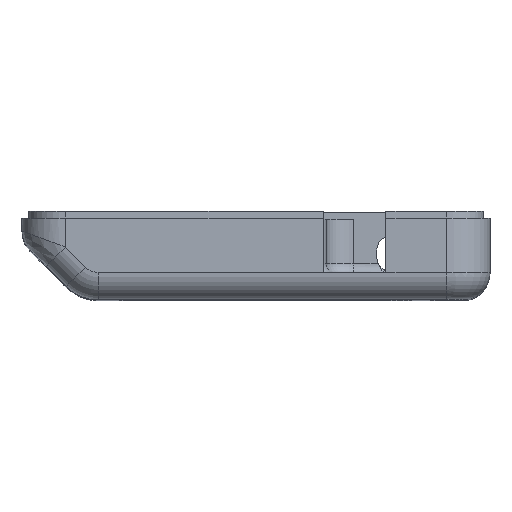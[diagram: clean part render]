
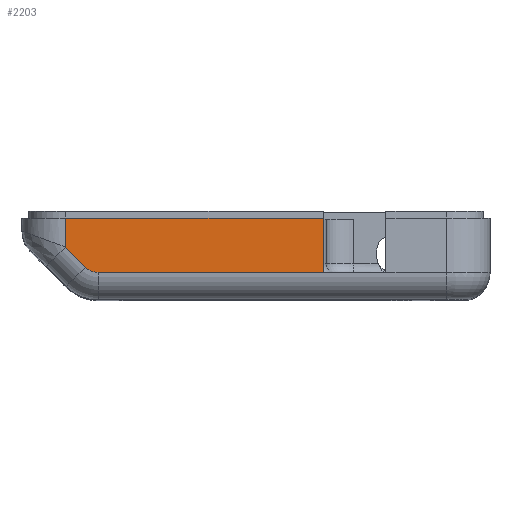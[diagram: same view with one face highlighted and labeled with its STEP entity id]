
A CAD part, top view. The second image highlights one B-rep face of the part: STEP entity #2203.
In plain terms, the highlighted planar face has unit normal (0, 0, 1).
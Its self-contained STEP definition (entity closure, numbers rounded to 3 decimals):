
#1538=CARTESIAN_POINT('',(-5.8,-2.7,82.));
#1539=VERTEX_POINT('',#1538);
#2141=CARTESIAN_POINT('',(12.4,-5.45,82.));
#2142=DIRECTION('',(0.,0.,-1.));
#2143=DIRECTION('',(-1.,0.,0.));
#2144=AXIS2_PLACEMENT_3D('',#2141,#2142,#2143);
#2145=PLANE('',#2144);
#2146=CARTESIAN_POINT('',(-34.3,3.31,82.));
#2147=VERTEX_POINT('',#2146);
#2148=CARTESIAN_POINT('',(-34.3,0.101,82.));
#2149=VERTEX_POINT('',#2148);
#2150=CARTESIAN_POINT('',(-34.3,3.31,82.));
#2151=DIRECTION('',(0.,-1.,0.));
#2152=VECTOR('',#2151,3.209);
#2153=LINE('',#2150,#2152);
#2154=EDGE_CURVE('',#2147,#2149,#2153,.T.);
#2155=ORIENTED_EDGE('',*,*,#2154,.T.);
#2156=CARTESIAN_POINT('',(-32.085,-2.114,82.));
#2157=VERTEX_POINT('',#2156);
#2158=CARTESIAN_POINT('',(-34.3,0.101,82.));
#2159=DIRECTION('',(0.707,-0.707,0.));
#2160=VECTOR('',#2159,3.133);
#2161=LINE('',#2158,#2160);
#2162=EDGE_CURVE('',#2149,#2157,#2161,.T.);
#2163=ORIENTED_EDGE('',*,*,#2162,.T.);
#2164=CARTESIAN_POINT('',(-30.67,-2.7,82.));
#2165=VERTEX_POINT('',#2164);
#2166=CARTESIAN_POINT('',(-30.67,-0.7,82.));
#2167=DIRECTION('',(-0.,-0.,1.));
#2168=DIRECTION('',(-1.,0.,0.));
#2169=AXIS2_PLACEMENT_3D('',#2166,#2167,#2168);
#2170=CIRCLE('',#2169,2.);
#2171=EDGE_CURVE('',#2157,#2165,#2170,.T.);
#2172=ORIENTED_EDGE('',*,*,#2171,.T.);
#2173=CARTESIAN_POINT('',(-30.67,-2.7,82.));
#2174=DIRECTION('',(1.,-0.,-0.));
#2175=VECTOR('',#2174,24.87);
#2176=LINE('',#2173,#2175);
#2177=EDGE_CURVE('',#2165,#1539,#2176,.T.);
#2178=ORIENTED_EDGE('',*,*,#2177,.T.);
#2179=CARTESIAN_POINT('',(-5.8,-1.2,82.));
#2180=VERTEX_POINT('',#2179);
#2181=CARTESIAN_POINT('',(-5.8,-1.2,82.));
#2182=DIRECTION('',(0.,-1.,0.));
#2183=VECTOR('',#2182,1.5);
#2184=LINE('',#2181,#2183);
#2185=EDGE_CURVE('',#2180,#1539,#2184,.T.);
#2186=ORIENTED_EDGE('',*,*,#2185,.F.);
#2187=CARTESIAN_POINT('',(-5.8,3.31,82.));
#2188=VERTEX_POINT('',#2187);
#2189=CARTESIAN_POINT('',(-5.8,-1.2,82.));
#2190=DIRECTION('',(0.,1.,0.));
#2191=VECTOR('',#2190,4.51);
#2192=LINE('',#2189,#2191);
#2193=EDGE_CURVE('',#2180,#2188,#2192,.T.);
#2194=ORIENTED_EDGE('',*,*,#2193,.T.);
#2195=CARTESIAN_POINT('',(-5.8,3.31,82.));
#2196=DIRECTION('',(-1.,0.,0.));
#2197=VECTOR('',#2196,28.5);
#2198=LINE('',#2195,#2197);
#2199=EDGE_CURVE('',#2188,#2147,#2198,.T.);
#2200=ORIENTED_EDGE('',*,*,#2199,.T.);
#2201=EDGE_LOOP('',(#2155,#2163,#2172,#2178,#2186,#2194,#2200));
#2202=FACE_BOUND('',#2201,.T.);
#2203=ADVANCED_FACE('',(#2202),#2145,.F.);
